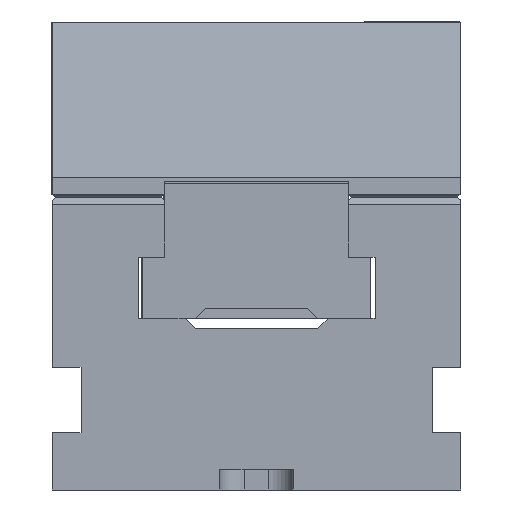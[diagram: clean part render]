
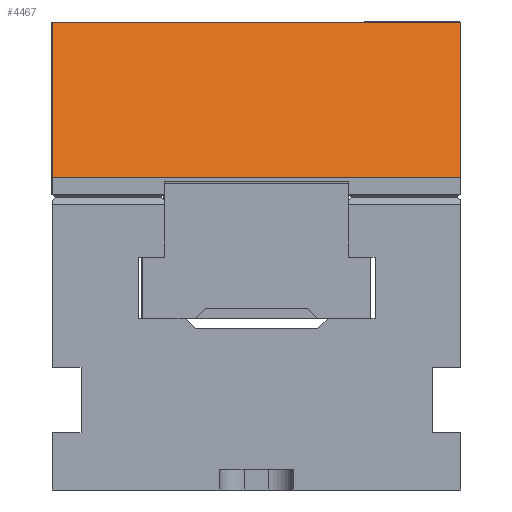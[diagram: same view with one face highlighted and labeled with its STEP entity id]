
A CAD part, front view. The second image highlights one B-rep face of the part: STEP entity #4467.
In plain terms, the highlighted face is planar.
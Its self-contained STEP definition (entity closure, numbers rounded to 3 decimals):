
#4467 = ADVANCED_FACE( '', ( #10084 ), #10085, .F. );
#10084 = FACE_OUTER_BOUND( '', #16977, .T. );
#10085 = PLANE( '', #16978 );
#16977 = EDGE_LOOP( '', ( #29417, #29418, #29419, #29420 ) );
#16978 = AXIS2_PLACEMENT_3D( '', #29421, #29422, #29423 );
#29417 = ORIENTED_EDGE( '', *, *, #44676, .T. );
#29418 = ORIENTED_EDGE( '', *, *, #46274, .F. );
#29419 = ORIENTED_EDGE( '', *, *, #46275, .F. );
#29420 = ORIENTED_EDGE( '', *, *, #46276, .T. );
#29421 = CARTESIAN_POINT( '', ( 50., 27.3, 43. ) );
#29422 = DIRECTION( '', ( 0., -0.966, -0.259 ) );
#29423 = DIRECTION( '', ( 0., 0.259, -0.966 ) );
#44676 = EDGE_CURVE( '', #55192, #55200, #55202, .T. );
#46274 = EDGE_CURVE( '', #57645, #55200, #57646, .T. );
#46275 = EDGE_CURVE( '', #57647, #57645, #57648, .T. );
#46276 = EDGE_CURVE( '', #57647, #55192, #57649, .T. );
#55192 = VERTEX_POINT( '', #69952 );
#55200 = VERTEX_POINT( '', #69964 );
#55202 = LINE( '', #69967, #69968 );
#57645 = VERTEX_POINT( '', #73553 );
#57646 = LINE( '', #73554, #73555 );
#57647 = VERTEX_POINT( '', #73556 );
#57648 = LINE( '', #73557, #73558 );
#57649 = LINE( '', #73559, #73560 );
#69952 = CARTESIAN_POINT( '', ( -50., 37.5, 4.933 ) );
#69964 = CARTESIAN_POINT( '', ( -50., 27.3, 43. ) );
#69967 = CARTESIAN_POINT( '', ( -50., 27.3, 43. ) );
#69968 = VECTOR( '', #82905, 1000. );
#73553 = CARTESIAN_POINT( '', ( 50., 27.3, 43. ) );
#73554 = CARTESIAN_POINT( '', ( 50., 27.3, 43. ) );
#73555 = VECTOR( '', #84243, 1000. );
#73556 = CARTESIAN_POINT( '', ( 50., 37.5, 4.933 ) );
#73557 = CARTESIAN_POINT( '', ( 50., 27.3, 43. ) );
#73558 = VECTOR( '', #84244, 1000. );
#73559 = CARTESIAN_POINT( '', ( 50., 37.5, 4.933 ) );
#73560 = VECTOR( '', #84245, 1000. );
#82905 = DIRECTION( '', ( 0., -0.259, 0.966 ) );
#84243 = DIRECTION( '', ( -1., 0., 0. ) );
#84244 = DIRECTION( '', ( 0., -0.259, 0.966 ) );
#84245 = DIRECTION( '', ( -1., 0., 0. ) );
